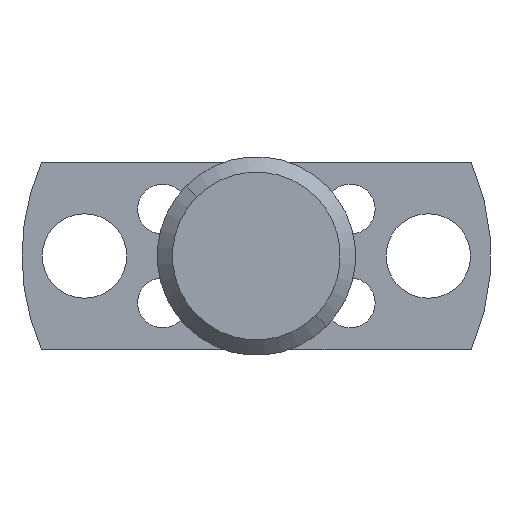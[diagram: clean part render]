
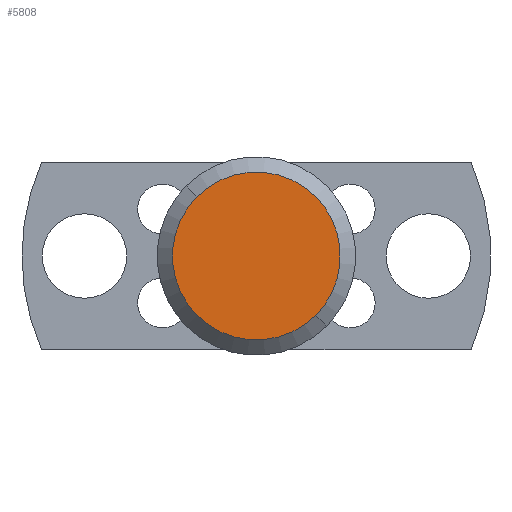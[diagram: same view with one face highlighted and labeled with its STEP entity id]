
A CAD part, front view. The second image highlights one B-rep face of the part: STEP entity #5808.
In plain terms, the highlighted planar face has unit normal (0, -1, 0).
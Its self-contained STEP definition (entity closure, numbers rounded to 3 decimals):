
#188 = AXIS2_PLACEMENT_3D ( 'NONE', #3984, #4512, #881 ) ;
#544 = DIRECTION ( 'NONE',  ( 0.707, 0., -0.707 ) ) ;
#793 = DIRECTION ( 'NONE',  ( 0.707, 0., -0.707 ) ) ;
#810 = VERTEX_POINT ( 'NONE', #5098 ) ;
#881 = DIRECTION ( 'NONE',  ( 0.707, 0., -0.707 ) ) ;
#1507 = EDGE_CURVE ( 'Defeature ausgef�hrt3_9+Defeature ausgef�hrt3_4+Defeature ausgef�hrt3_4+Defeature ausgef�hrt3_4', #1936, #810, #5830, .T. ) ;
#1936 = VERTEX_POINT ( 'NONE', #4499 ) ;
#2082 = DIRECTION ( 'NONE',  ( 0., -1., 0. ) ) ;
#2202 = CIRCLE ( 'NONE', #188, 2.685 ) ;
#2515 = ORIENTED_EDGE ( 'NONE', *, *, #4328, .T. ) ;
#3674 = PLANE ( 'NONE',  #4687 ) ;
#3733 = FACE_OUTER_BOUND ( 'NONE', #6756, .T. ) ;
#3984 = CARTESIAN_POINT ( 'NONE',  ( 0., -11., 0. ) ) ;
#4328 = EDGE_CURVE ( 'Defeature ausgef�hrt3_9+Defeature ausgef�hrt3_4+Defeature ausgef�hrt3_4+Defeature ausgef�hrt3_4', #810, #1936, #2202, .T. ) ;
#4490 = CARTESIAN_POINT ( 'NONE',  ( 0., -11., 0. ) ) ;
#4499 = CARTESIAN_POINT ( 'NONE',  ( 1.899, -11., -1.899 ) ) ;
#4512 = DIRECTION ( 'NONE',  ( 0., -1., 0. ) ) ;
#4687 = AXIS2_PLACEMENT_3D ( 'NONE', #5626, #2082, #544 ) ;
#4748 = AXIS2_PLACEMENT_3D ( 'NONE', #4490, #6007, #793 ) ;
#5098 = CARTESIAN_POINT ( 'NONE',  ( -1.899, -11., 1.899 ) ) ;
#5602 = ORIENTED_EDGE ( 'NONE', *, *, #1507, .T. ) ;
#5626 = CARTESIAN_POINT ( 'NONE',  ( 1.644, -11., 1.644 ) ) ;
#5808 = ADVANCED_FACE ( 'Defeature ausgef�hrt3_9', ( #3733 ), #3674, .T. ) ;
#5830 = CIRCLE ( 'NONE', #4748, 2.685 ) ;
#6007 = DIRECTION ( 'NONE',  ( 0., -1., 0. ) ) ;
#6756 = EDGE_LOOP ( 'NONE', ( #5602, #2515 ) ) ;
